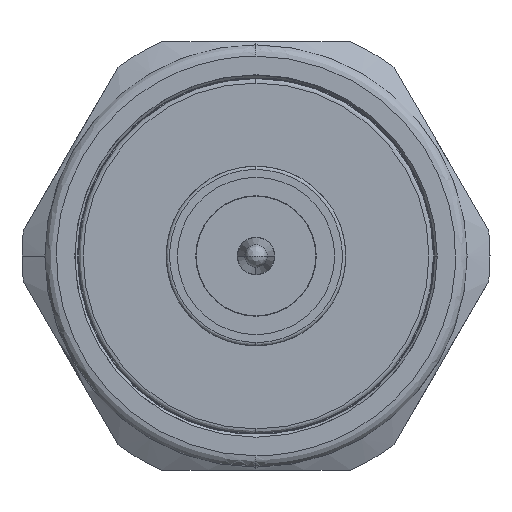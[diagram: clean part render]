
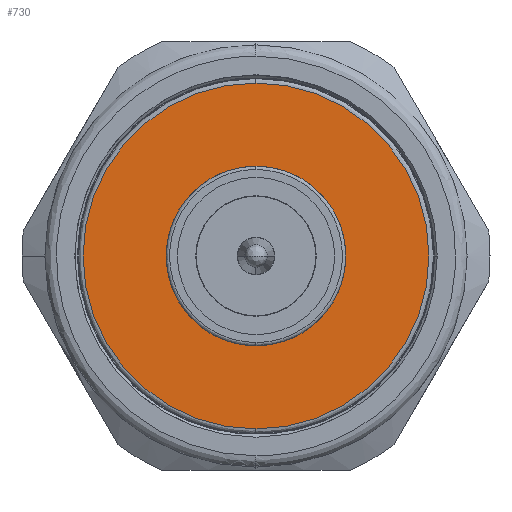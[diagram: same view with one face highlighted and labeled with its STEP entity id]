
A CAD part, left-side view. The second image highlights one B-rep face of the part: STEP entity #730.
In plain terms, the highlighted planar face has unit normal (-1, 0, 0).
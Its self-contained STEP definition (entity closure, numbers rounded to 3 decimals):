
#10 = AXIS2_PLACEMENT_3D ( 'NONE', #2370, #5875, #6315 ) ;
#313 = CARTESIAN_POINT ( 'NONE',  ( 8.712, 0., 7.696 ) ) ;
#348 = ORIENTED_EDGE ( 'NONE', *, *, #6166, .F. ) ;
#720 = CARTESIAN_POINT ( 'NONE',  ( 8.712, 0., -7.696 ) ) ;
#722 = EDGE_LOOP ( 'NONE', ( #4207, #5284 ) ) ;
#730 = ADVANCED_FACE ( 'NONE', ( #6180, #1231 ), #3685, .T. ) ;
#790 = CARTESIAN_POINT ( 'NONE',  ( 8.712, 0., -4. ) ) ;
#988 = DIRECTION ( 'NONE',  ( 0., 0., 1. ) ) ;
#1231 = FACE_OUTER_BOUND ( 'NONE', #3317, .T. ) ;
#1656 = CIRCLE ( 'NONE', #1971, 4. ) ;
#1730 = VERTEX_POINT ( 'NONE', #4796 ) ;
#1885 = VERTEX_POINT ( 'NONE', #720 ) ;
#1950 = EDGE_CURVE ( 'NONE', #3869, #1730, #1656, .T. ) ;
#1971 = AXIS2_PLACEMENT_3D ( 'NONE', #6071, #3619, #4342 ) ;
#2231 = ORIENTED_EDGE ( 'NONE', *, *, #3039, .F. ) ;
#2244 = CARTESIAN_POINT ( 'NONE',  ( 8.712, 0., 0. ) ) ;
#2370 = CARTESIAN_POINT ( 'NONE',  ( 8.712, 0., 0. ) ) ;
#2724 = DIRECTION ( 'NONE',  ( 0., 0., 1. ) ) ;
#2752 = DIRECTION ( 'NONE',  ( 1., 0., 0. ) ) ;
#2985 = VERTEX_POINT ( 'NONE', #313 ) ;
#3039 = EDGE_CURVE ( 'NONE', #2985, #1885, #5871, .T. ) ;
#3317 = EDGE_LOOP ( 'NONE', ( #348, #2231 ) ) ;
#3458 = CARTESIAN_POINT ( 'NONE',  ( 8.712, 0., 0. ) ) ;
#3542 = CIRCLE ( 'NONE', #10, 7.696 ) ;
#3619 = DIRECTION ( 'NONE',  ( 1., 0., 0. ) ) ;
#3685 = PLANE ( 'NONE',  #4460 ) ;
#3718 = DIRECTION ( 'NONE',  ( -1., 0., 0. ) ) ;
#3869 = VERTEX_POINT ( 'NONE', #790 ) ;
#3941 = CIRCLE ( 'NONE', #5824, 4. ) ;
#4128 = DIRECTION ( 'NONE',  ( 0., 0., 1. ) ) ;
#4207 = ORIENTED_EDGE ( 'NONE', *, *, #1950, .T. ) ;
#4342 = DIRECTION ( 'NONE',  ( 0., 0., 1. ) ) ;
#4460 = AXIS2_PLACEMENT_3D ( 'NONE', #6144, #3718, #4128 ) ;
#4796 = CARTESIAN_POINT ( 'NONE',  ( 8.712, 0., 4. ) ) ;
#5284 = ORIENTED_EDGE ( 'NONE', *, *, #5495, .T. ) ;
#5430 = DIRECTION ( 'NONE',  ( 1., 0., 0. ) ) ;
#5438 = AXIS2_PLACEMENT_3D ( 'NONE', #2244, #2752, #2724 ) ;
#5495 = EDGE_CURVE ( 'NONE', #1730, #3869, #3941, .T. ) ;
#5824 = AXIS2_PLACEMENT_3D ( 'NONE', #3458, #5430, #988 ) ;
#5871 = CIRCLE ( 'NONE', #5438, 7.696 ) ;
#5875 = DIRECTION ( 'NONE',  ( 1., 0., 0. ) ) ;
#6071 = CARTESIAN_POINT ( 'NONE',  ( 8.712, 0., 0. ) ) ;
#6144 = CARTESIAN_POINT ( 'NONE',  ( 8.712, 0., 0. ) ) ;
#6166 = EDGE_CURVE ( 'NONE', #1885, #2985, #3542, .T. ) ;
#6180 = FACE_BOUND ( 'NONE', #722, .T. ) ;
#6315 = DIRECTION ( 'NONE',  ( 0., 0., 1. ) ) ;
